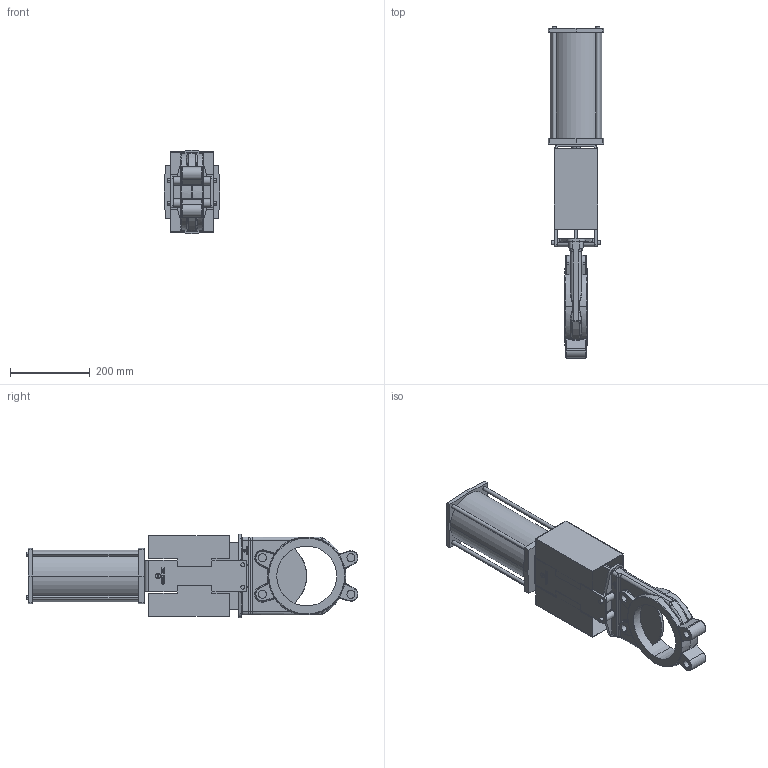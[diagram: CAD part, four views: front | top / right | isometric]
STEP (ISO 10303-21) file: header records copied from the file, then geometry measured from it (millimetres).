
FILE_DESCRIPTION (( 'STEP AP214' ), '1' );
FILE_NAME ('EB150_acci._neumatico.STEP', '2008-11-17T15:51:10', ( 'user' ), ( '' ), 'SwSTEP 2.0', 'SolidWorks 2007', '' );
FILE_SCHEMA (( 'AUTOMOTIVE_DESIGN' ));
Length unit declared in the file: millimetre
Products named in the file (3): cuerpoEB150_neumatico_Predeterminado; cilindroEB150_Predeterminado; EB150_acci._neumatico
Assembly tree (2 placements, depth 2):
  EB150_acci._neumatico
    cilindroEB150_Predeterminado
    cuerpoEB150_neumatico_Predeterminado
Bounding box: 140 x 831.35 x 209 mm (x, y, z)
Volume: 6170763.7 mm3; surface area: 749045.3 mm2
Topology: 3 solids, 7 shells, 975 faces, 2485 edges, 1561 vertices
Faces by surface type: plane 581, cylinder 195, bspline 113, torus 55, sphere 27, cone 4
Entity records: 32912 total; most frequent: CARTESIAN_POINT 9960, ORIENTED_EDGE 4902, DIRECTION 4490, EDGE_CURVE 2451, VECTOR 1670, LINE 1670, VERTEX_POINT 1561, AXIS2_PLACEMENT_3D 1410
